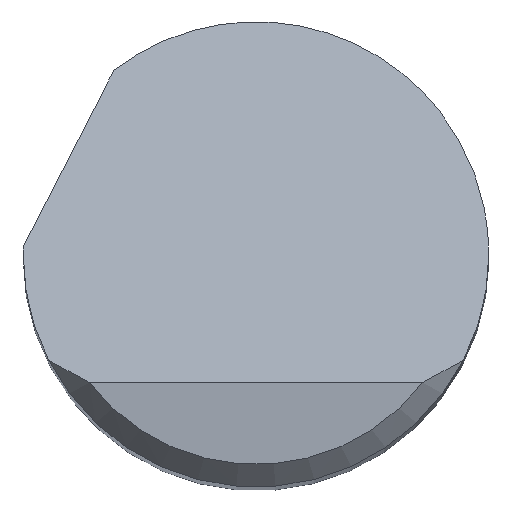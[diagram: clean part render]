
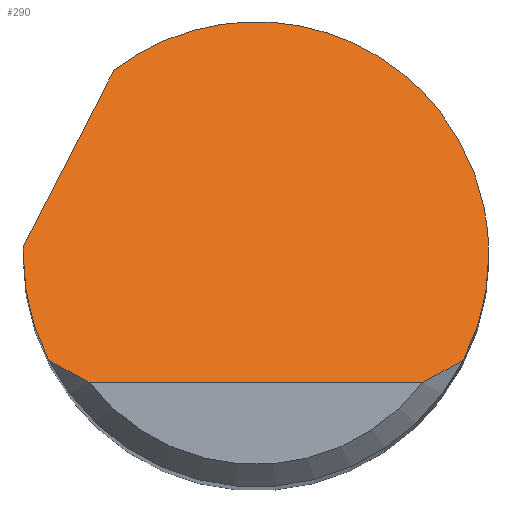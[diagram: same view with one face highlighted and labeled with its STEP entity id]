
A CAD part, top view. The second image highlights one B-rep face of the part: STEP entity #290.
In plain terms, the highlighted planar face has unit normal (0, 0.707, 0.707).
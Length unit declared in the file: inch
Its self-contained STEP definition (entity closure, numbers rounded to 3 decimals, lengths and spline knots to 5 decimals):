
#9 = CARTESIAN_POINT ( 'NONE',  ( 0.11186, -0.08625, 2.5 ) ) ;
#10 = EDGE_LOOP ( 'NONE', ( #219, #152, #448, #59, #726, #171, #596, #661 ) ) ;
#14 = EDGE_CURVE ( 'NONE', #288, #139, #326, .T. ) ;
#18 = VECTOR ( 'NONE', #676, 39.37008 ) ;
#19 = CARTESIAN_POINT ( 'NONE',  ( 0.13906, -0.07125, 2.485 ) ) ;
#23 = EDGE_CURVE ( 'NONE', #540, #392, #346, .T. ) ;
#35 = CARTESIAN_POINT ( 'NONE',  ( -0.15625, 0., 2.41375 ) ) ;
#48 =( BOUNDED_CURVE ( )  B_SPLINE_CURVE ( 3, ( #163, #458, #169, #286 ),
 .UNSPECIFIED., .F., .F. ) 
 B_SPLINE_CURVE_WITH_KNOTS ( ( 4, 4 ),
 ( 5.62792, 7.85398 ),
 .UNSPECIFIED. ) 
 CURVE ( )  GEOMETRIC_REPRESENTATION_ITEM ( )  RATIONAL_B_SPLINE_CURVE ( ( 1., 0.628, 0.628, 1. ) ) 
 REPRESENTATION_ITEM ( '' )  );
#54 = VERTEX_POINT ( 'NONE', #565 ) ;
#59 = ORIENTED_EDGE ( 'NONE', *, *, #360, .F. ) ;
#73 = CARTESIAN_POINT ( 'NONE',  ( 0.13906, -0.07125, 2.485 ) ) ;
#78 = CARTESIAN_POINT ( 'NONE',  ( -0.12131, -0.0816, 2.49535 ) ) ;
#86 = CARTESIAN_POINT ( 'NONE',  ( -0.15617, 0.005, 2.40875 ) ) ;
#117 = EDGE_CURVE ( 'NONE', #392, #376, #486, .T. ) ;
#139 = VERTEX_POINT ( 'NONE', #86 ) ;
#147 = CARTESIAN_POINT ( 'NONE',  ( -0.15041, -0.04909, 2.46284 ) ) ;
#152 = ORIENTED_EDGE ( 'NONE', *, *, #117, .T. ) ;
#154 = EDGE_CURVE ( 'NONE', #54, #288, #302, .T. ) ;
#163 = CARTESIAN_POINT ( 'NONE',  ( -0.09521, 0.12389, 2.28986 ) ) ;
#166 = CARTESIAN_POINT ( 'NONE',  ( 0.15625, 0., 2.41375 ) ) ;
#169 = CARTESIAN_POINT ( 'NONE',  ( 0.15625, 0.1488, 2.26495 ) ) ;
#171 = ORIENTED_EDGE ( 'NONE', *, *, #14, .F. ) ;
#188 = AXIS2_PLACEMENT_3D ( 'NONE', #438, #549, #447 ) ;
#217 = CARTESIAN_POINT ( 'NONE',  ( 0.15041, -0.04909, 2.46284 ) ) ;
#219 = ORIENTED_EDGE ( 'NONE', *, *, #23, .T. ) ;
#224 = CARTESIAN_POINT ( 'NONE',  ( 0.12131, -0.0816, 2.49535 ) ) ;
#235 = CARTESIAN_POINT ( 'NONE',  ( 0., -0.08625, 2.5 ) ) ;
#238 = CARTESIAN_POINT ( 'NONE',  ( 0.11186, -0.08625, 2.5 ) ) ;
#265 = CARTESIAN_POINT ( 'NONE',  ( 0.15625, -0.02489, 2.43864 ) ) ;
#266 = CARTESIAN_POINT ( 'NONE',  ( -0.19753, -0.07567, 2.48942 ) ) ;
#286 = CARTESIAN_POINT ( 'NONE',  ( 0.15625, 0., 2.41375 ) ) ;
#288 = VERTEX_POINT ( 'NONE', #333 ) ;
#290 = ADVANCED_FACE ( 'NONE', ( #721 ), #503, .F. ) ;
#293 = CARTESIAN_POINT ( 'NONE',  ( -0.13035, -0.07657, 2.49032 ) ) ;
#296 =( BOUNDED_CURVE ( )  B_SPLINE_CURVE ( 3, ( #446, #265, #217, #671 ),
 .UNSPECIFIED., .F., .F. ) 
 B_SPLINE_CURVE_WITH_KNOTS ( ( 4, 4 ),
 ( 1.5708, 2.04429 ),
 .UNSPECIFIED. ) 
 CURVE ( )  GEOMETRIC_REPRESENTATION_ITEM ( )  RATIONAL_B_SPLINE_CURVE ( ( 1., 0.981, 0.981, 1. ) ) 
 REPRESENTATION_ITEM ( '' )  );
#302 =( BOUNDED_CURVE ( )  B_SPLINE_CURVE ( 3, ( #375, #147, #654, #35 ),
 .UNSPECIFIED., .F., .T. ) 
 B_SPLINE_CURVE_WITH_KNOTS ( ( 4, 4 ),
 ( 4.23889, 4.71239 ),
 .UNSPECIFIED. ) 
 CURVE ( )  GEOMETRIC_REPRESENTATION_ITEM ( )  RATIONAL_B_SPLINE_CURVE ( ( 1., 0.981, 0.981, 1. ) ) 
 REPRESENTATION_ITEM ( '' )  );
#313 = EDGE_CURVE ( 'NONE', #139, #416, #492, .T. ) ;
#326 =( BOUNDED_CURVE ( )  B_SPLINE_CURVE ( 3, ( #577, #454, #678, #681 ),
 .UNSPECIFIED., .F., .F. ) 
 B_SPLINE_CURVE_WITH_KNOTS ( ( 4, 4 ),
 ( 4.71239, 4.74439 ),
 .UNSPECIFIED. ) 
 CURVE ( )  GEOMETRIC_REPRESENTATION_ITEM ( )  RATIONAL_B_SPLINE_CURVE ( ( 1., 1., 1., 1. ) ) 
 REPRESENTATION_ITEM ( '' )  );
#333 = CARTESIAN_POINT ( 'NONE',  ( -0.15625, 0., 2.41375 ) ) ;
#346 = LINE ( 'NONE', #235, #527 ) ;
#354 = DIRECTION ( 'NONE',  ( 1., 0., 0. ) ) ;
#359 = CARTESIAN_POINT ( 'NONE',  ( 0.13035, -0.07657, 2.49032 ) ) ;
#360 = EDGE_CURVE ( 'NONE', #416, #670, #48, .T. ) ;
#375 = CARTESIAN_POINT ( 'NONE',  ( -0.13906, -0.07125, 2.485 ) ) ;
#376 = VERTEX_POINT ( 'NONE', #73 ) ;
#392 = VERTEX_POINT ( 'NONE', #238 ) ;
#416 = VERTEX_POINT ( 'NONE', #462 ) ;
#423 = EDGE_CURVE ( 'NONE', #54, #540, #683, .T. ) ;
#438 = CARTESIAN_POINT ( 'NONE',  ( -0.15625, -0.08625, 2.5 ) ) ;
#446 = CARTESIAN_POINT ( 'NONE',  ( 0.15625, 0., 2.41375 ) ) ;
#447 = DIRECTION ( 'NONE',  ( 0., 0.707, -0.707 ) ) ;
#448 = ORIENTED_EDGE ( 'NONE', *, *, #640, .F. ) ;
#454 = CARTESIAN_POINT ( 'NONE',  ( -0.15625, 0.00167, 2.41208 ) ) ;
#458 = CARTESIAN_POINT ( 'NONE',  ( 0.02277, 0.21456, 2.19919 ) ) ;
#462 = CARTESIAN_POINT ( 'NONE',  ( -0.09521, 0.12389, 2.28986 ) ) ;
#486 = B_SPLINE_CURVE_WITH_KNOTS ( 'NONE', 3,
 ( #9, #224, #359, #19 ),
 .UNSPECIFIED., .F., .F.,
 ( 4, 4 ),
 ( 0., 0.00088 ),
 .UNSPECIFIED. ) ;
#492 = LINE ( 'NONE', #266, #18 ) ;
#503 = PLANE ( 'NONE',  #188 ) ;
#527 = VECTOR ( 'NONE', #354, 39.37008 ) ;
#532 = CARTESIAN_POINT ( 'NONE',  ( -0.11186, -0.08625, 2.5 ) ) ;
#540 = VERTEX_POINT ( 'NONE', #532 ) ;
#549 = DIRECTION ( 'NONE',  ( 0., -0.707, -0.707 ) ) ;
#565 = CARTESIAN_POINT ( 'NONE',  ( -0.13906, -0.07125, 2.485 ) ) ;
#577 = CARTESIAN_POINT ( 'NONE',  ( -0.15625, 0., 2.41375 ) ) ;
#582 = CARTESIAN_POINT ( 'NONE',  ( -0.11186, -0.08625, 2.5 ) ) ;
#596 = ORIENTED_EDGE ( 'NONE', *, *, #154, .F. ) ;
#634 = CARTESIAN_POINT ( 'NONE',  ( -0.13906, -0.07125, 2.485 ) ) ;
#640 = EDGE_CURVE ( 'NONE', #670, #376, #296, .T. ) ;
#654 = CARTESIAN_POINT ( 'NONE',  ( -0.15625, -0.02489, 2.43864 ) ) ;
#661 = ORIENTED_EDGE ( 'NONE', *, *, #423, .T. ) ;
#670 = VERTEX_POINT ( 'NONE', #166 ) ;
#671 = CARTESIAN_POINT ( 'NONE',  ( 0.13906, -0.07125, 2.485 ) ) ;
#676 = DIRECTION ( 'NONE',  ( 0.341, 0.665, -0.665 ) ) ;
#678 = CARTESIAN_POINT ( 'NONE',  ( -0.15622, 0.00333, 2.41042 ) ) ;
#681 = CARTESIAN_POINT ( 'NONE',  ( -0.15617, 0.005, 2.40875 ) ) ;
#683 = B_SPLINE_CURVE_WITH_KNOTS ( 'NONE', 3,
 ( #634, #293, #78, #582 ),
 .UNSPECIFIED., .F., .F.,
 ( 4, 4 ),
 ( 0., 0.00088 ),
 .UNSPECIFIED. ) ;
#721 = FACE_OUTER_BOUND ( 'NONE', #10, .T. ) ;
#726 = ORIENTED_EDGE ( 'NONE', *, *, #313, .F. ) ;
